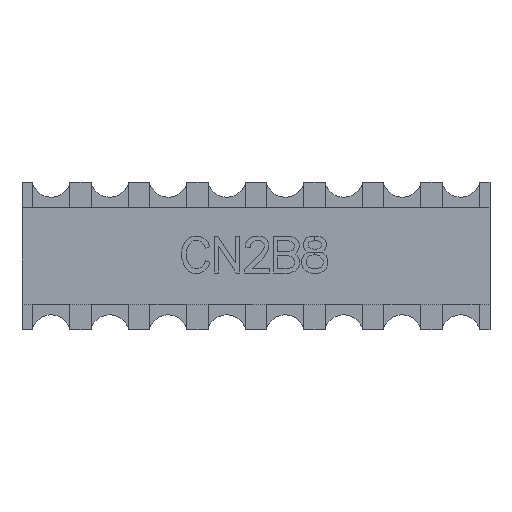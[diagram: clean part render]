
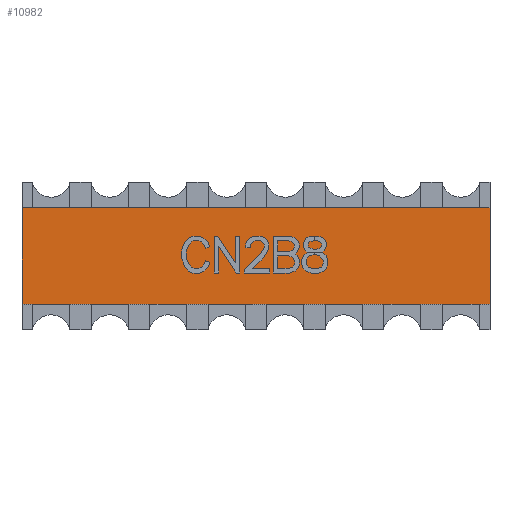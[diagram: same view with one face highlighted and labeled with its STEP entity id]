
A CAD part, top view. The second image highlights one B-rep face of the part: STEP entity #10982.
In plain terms, the highlighted planar face has unit normal (0, 0, 1).
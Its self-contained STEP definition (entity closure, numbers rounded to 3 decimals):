
#240 = ORIENTED_EDGE ( 'NONE', *, *, #8678, .T. ) ;
#536 = EDGE_CURVE ( 'NONE', #1537, #5790, #2826, .T. ) ;
#696 = ORIENTED_EDGE ( 'NONE', *, *, #3747, .T. ) ;
#961 = CARTESIAN_POINT ( 'NONE',  ( -5.08, 1.05, 0.05 ) ) ;
#1535 = VECTOR ( 'NONE', #2095, 1000. ) ;
#1537 = VERTEX_POINT ( 'NONE', #12080 ) ;
#1596 = CARTESIAN_POINT ( 'NONE',  ( 5.08, -1.05, 0.05 ) ) ;
#1810 = ORIENTED_EDGE ( 'NONE', *, *, #12778, .T. ) ;
#2095 = DIRECTION ( 'NONE',  ( 0., -1., 0. ) ) ;
#2241 = ORIENTED_EDGE ( 'NONE', *, *, #536, .T. ) ;
#2337 = CARTESIAN_POINT ( 'NONE',  ( -4.98, 1.05, 0.05 ) ) ;
#2478 = VECTOR ( 'NONE', #9534, 1000. ) ;
#2722 = CARTESIAN_POINT ( 'NONE',  ( -5.08, -1.05, 0.05 ) ) ;
#2826 = LINE ( 'NONE', #2722, #2478 ) ;
#3666 = DIRECTION ( 'NONE',  ( 0., 0., -1. ) ) ;
#3704 = VECTOR ( 'NONE', #13632, 1000. ) ;
#3747 = EDGE_CURVE ( 'NONE', #10503, #4730, #8105, .T. ) ;
#4730 = VERTEX_POINT ( 'NONE', #12596 ) ;
#5167 = AXIS2_PLACEMENT_3D ( 'NONE', #10449, #3666, #11596 ) ;
#5532 = LINE ( 'NONE', #1596, #11567 ) ;
#5541 = ORIENTED_EDGE ( 'NONE', *, *, #7738, .T. ) ;
#5790 = VERTEX_POINT ( 'NONE', #9060 ) ;
#7738 = EDGE_CURVE ( 'NONE', #4730, #11093, #10803, .T. ) ;
#8105 = LINE ( 'NONE', #9138, #13800 ) ;
#8292 = CARTESIAN_POINT ( 'NONE',  ( -5.08, 1.05, 0.05 ) ) ;
#8678 = EDGE_CURVE ( 'NONE', #11093, #1537, #9096, .T. ) ;
#9060 = CARTESIAN_POINT ( 'NONE',  ( 5.08, -1.05, 0.05 ) ) ;
#9096 = LINE ( 'NONE', #961, #1535 ) ;
#9138 = CARTESIAN_POINT ( 'NONE',  ( 5.08, 1.05, 0.05 ) ) ;
#9472 = DIRECTION ( 'NONE',  ( 0., 1., 0. ) ) ;
#9534 = DIRECTION ( 'NONE',  ( 1., 0., 0. ) ) ;
#10449 = CARTESIAN_POINT ( 'NONE',  ( -5.08, 1.05, 0.05 ) ) ;
#10503 = VERTEX_POINT ( 'NONE', #10613 ) ;
#10519 = FACE_OUTER_BOUND ( 'NONE', #12820, .T. ) ;
#10613 = CARTESIAN_POINT ( 'NONE',  ( 5.08, 1.05, 0.05 ) ) ;
#10803 = LINE ( 'NONE', #2337, #3704 ) ;
#10982 = ADVANCED_FACE ( 'NONE', ( #10519 ), #11547, .F. ) ;
#11093 = VERTEX_POINT ( 'NONE', #8292 ) ;
#11547 = PLANE ( 'NONE',  #5167 ) ;
#11567 = VECTOR ( 'NONE', #9472, 1000. ) ;
#11596 = DIRECTION ( 'NONE',  ( -1., 0., 0. ) ) ;
#12080 = CARTESIAN_POINT ( 'NONE',  ( -5.08, -1.05, 0.05 ) ) ;
#12596 = CARTESIAN_POINT ( 'NONE',  ( -4.98, 1.05, 0.05 ) ) ;
#12778 = EDGE_CURVE ( 'NONE', #5790, #10503, #5532, .T. ) ;
#12820 = EDGE_LOOP ( 'NONE', ( #2241, #1810, #696, #5541, #240 ) ) ;
#13632 = DIRECTION ( 'NONE',  ( -1., 0., 0. ) ) ;
#13746 = DIRECTION ( 'NONE',  ( -1., 0., 0. ) ) ;
#13800 = VECTOR ( 'NONE', #13746, 1000. ) ;
